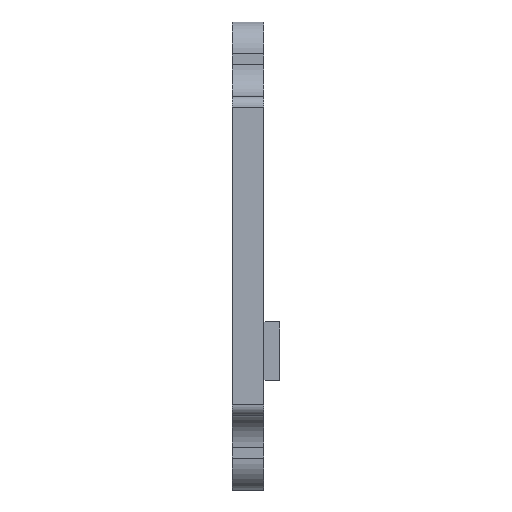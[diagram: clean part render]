
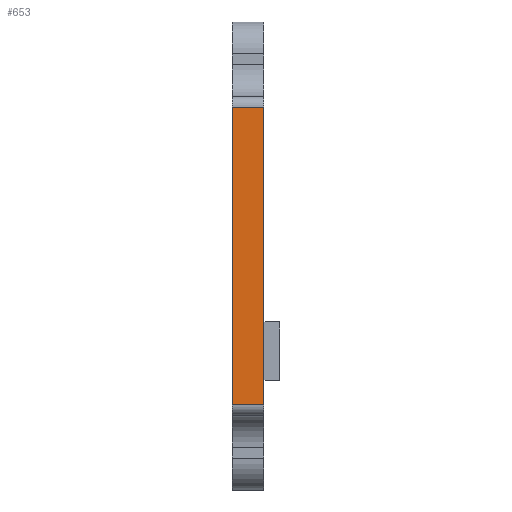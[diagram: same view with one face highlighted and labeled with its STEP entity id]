
A CAD part, front view. The second image highlights one B-rep face of the part: STEP entity #653.
In plain terms, the highlighted planar face has unit normal (0, -1, 0).
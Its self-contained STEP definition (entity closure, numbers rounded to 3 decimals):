
#27=PLANE('',#721);
#49=FACE_OUTER_BOUND('',#87,.T.);
#87=EDGE_LOOP('',(#501,#502,#503,#504));
#117=LINE('',#963,#181);
#122=LINE('',#975,#186);
#148=LINE('',#1061,#212);
#149=LINE('',#1063,#213);
#181=VECTOR('',#765,10.);
#186=VECTOR('',#776,10.);
#212=VECTOR('',#848,10.);
#213=VECTOR('',#851,10.);
#278=VERTEX_POINT('',#960);
#279=VERTEX_POINT('',#962);
#283=VERTEX_POINT('',#974);
#319=VERTEX_POINT('',#1057);
#342=EDGE_CURVE('',#278,#279,#117,.T.);
#348=EDGE_CURVE('',#279,#283,#122,.T.);
#392=EDGE_CURVE('',#283,#319,#148,.T.);
#393=EDGE_CURVE('',#319,#278,#149,.T.);
#501=ORIENTED_EDGE('',*,*,#342,.F.);
#502=ORIENTED_EDGE('',*,*,#393,.F.);
#503=ORIENTED_EDGE('',*,*,#392,.F.);
#504=ORIENTED_EDGE('',*,*,#348,.F.);
#653=ADVANCED_FACE('',(#49),#27,.T.);
#721=AXIS2_PLACEMENT_3D('',#1062,#849,#850);
#765=DIRECTION('',(1.,0.,0.));
#776=DIRECTION('',(0.,0.,-1.));
#848=DIRECTION('',(-1.,0.,0.));
#849=DIRECTION('center_axis',(0.,-1.,0.));
#850=DIRECTION('ref_axis',(0.,0.,1.));
#851=DIRECTION('',(0.,0.,1.));
#960=CARTESIAN_POINT('',(-3.,-35.75,54.));
#962=CARTESIAN_POINT('',(0.,-35.75,54.));
#963=CARTESIAN_POINT('',(0.,-35.75,54.));
#974=CARTESIAN_POINT('',(0.,-35.75,26.));
#975=CARTESIAN_POINT('',(0.,-35.75,55.));
#1057=CARTESIAN_POINT('',(-3.,-35.75,26.));
#1061=CARTESIAN_POINT('',(0.,-35.75,26.));
#1062=CARTESIAN_POINT('Origin',(0.,-35.75,25.));
#1063=CARTESIAN_POINT('',(-3.,-35.75,55.));
